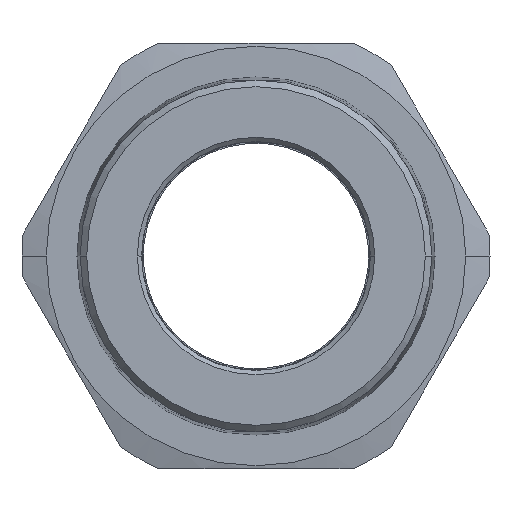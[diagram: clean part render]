
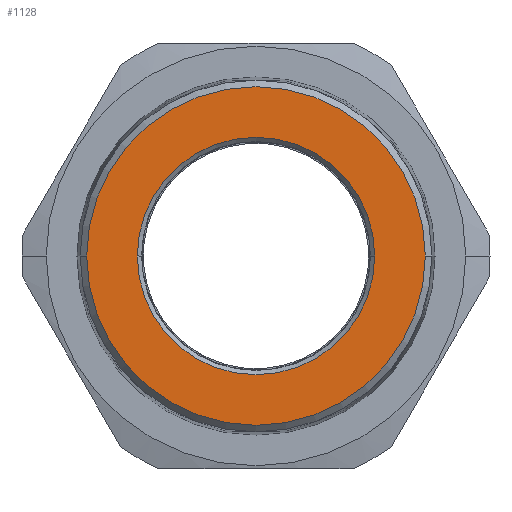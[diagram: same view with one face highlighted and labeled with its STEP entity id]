
A CAD part, left-side view. The second image highlights one B-rep face of the part: STEP entity #1128.
In plain terms, the highlighted planar face has unit normal (-1, 0, 0).
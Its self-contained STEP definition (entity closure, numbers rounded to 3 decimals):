
#87 = ORIENTED_EDGE ( 'NONE', *, *, #2448, .T. ) ;
#304 = CARTESIAN_POINT ( 'NONE',  ( -19.725, 0., 0. ) ) ;
#469 = EDGE_CURVE ( 'NONE', #483, #2750, #2911, .T. ) ;
#483 = VERTEX_POINT ( 'NONE', #1850 ) ;
#552 = EDGE_CURVE ( 'NONE', #2750, #483, #5097, .T. ) ;
#593 = CARTESIAN_POINT ( 'NONE',  ( -19.725, -13.95, 0. ) ) ;
#640 = ORIENTED_EDGE ( 'NONE', *, *, #552, .T. ) ;
#794 = AXIS2_PLACEMENT_3D ( 'NONE', #4633, #2174, #2590 ) ;
#808 = VERTEX_POINT ( 'NONE', #2992 ) ;
#813 = DIRECTION ( 'NONE',  ( 0., -1., 0. ) ) ;
#973 = CIRCLE ( 'NONE', #4182, 13.95 ) ;
#1049 = FACE_BOUND ( 'NONE', #1988, .T. ) ;
#1128 = ADVANCED_FACE ( 'NONE', ( #4717, #1049 ), #2887, .F. ) ;
#1208 = AXIS2_PLACEMENT_3D ( 'NONE', #1456, #1474, #2686 ) ;
#1264 = DIRECTION ( 'NONE',  ( 1., 0., 0. ) ) ;
#1456 = CARTESIAN_POINT ( 'NONE',  ( -19.725, 0., 0. ) ) ;
#1474 = DIRECTION ( 'NONE',  ( -1., 0., 0. ) ) ;
#1666 = AXIS2_PLACEMENT_3D ( 'NONE', #304, #2292, #3179 ) ;
#1850 = CARTESIAN_POINT ( 'NONE',  ( -19.725, 19.893, 0. ) ) ;
#1988 = EDGE_LOOP ( 'NONE', ( #87, #5288 ) ) ;
#2005 = CARTESIAN_POINT ( 'NONE',  ( -19.725, 0., 0. ) ) ;
#2174 = DIRECTION ( 'NONE',  ( 1., 0., 0. ) ) ;
#2292 = DIRECTION ( 'NONE',  ( -1., 0., 0. ) ) ;
#2448 = EDGE_CURVE ( 'NONE', #808, #3234, #4274, .T. ) ;
#2590 = DIRECTION ( 'NONE',  ( 0., -1., 0. ) ) ;
#2638 = AXIS2_PLACEMENT_3D ( 'NONE', #3662, #1264, #813 ) ;
#2686 = DIRECTION ( 'NONE',  ( 0., -1., 0. ) ) ;
#2750 = VERTEX_POINT ( 'NONE', #4497 ) ;
#2887 = PLANE ( 'NONE',  #2638 ) ;
#2911 = CIRCLE ( 'NONE', #1208, 19.893 ) ;
#2992 = CARTESIAN_POINT ( 'NONE',  ( -19.725, 13.95, 0. ) ) ;
#3179 = DIRECTION ( 'NONE',  ( 0., -1., 0. ) ) ;
#3234 = VERTEX_POINT ( 'NONE', #593 ) ;
#3653 = EDGE_LOOP ( 'NONE', ( #640, #5072 ) ) ;
#3662 = CARTESIAN_POINT ( 'NONE',  ( -19.725, 0., 0. ) ) ;
#4046 = DIRECTION ( 'NONE',  ( 1., 0., 0. ) ) ;
#4182 = AXIS2_PLACEMENT_3D ( 'NONE', #2005, #4046, #5290 ) ;
#4274 = CIRCLE ( 'NONE', #794, 13.95 ) ;
#4375 = EDGE_CURVE ( 'NONE', #3234, #808, #973, .T. ) ;
#4497 = CARTESIAN_POINT ( 'NONE',  ( -19.725, -19.893, 0. ) ) ;
#4633 = CARTESIAN_POINT ( 'NONE',  ( -19.725, 0., 0. ) ) ;
#4717 = FACE_OUTER_BOUND ( 'NONE', #3653, .T. ) ;
#5072 = ORIENTED_EDGE ( 'NONE', *, *, #469, .T. ) ;
#5097 = CIRCLE ( 'NONE', #1666, 19.893 ) ;
#5288 = ORIENTED_EDGE ( 'NONE', *, *, #4375, .T. ) ;
#5290 = DIRECTION ( 'NONE',  ( 0., -1., 0. ) ) ;
